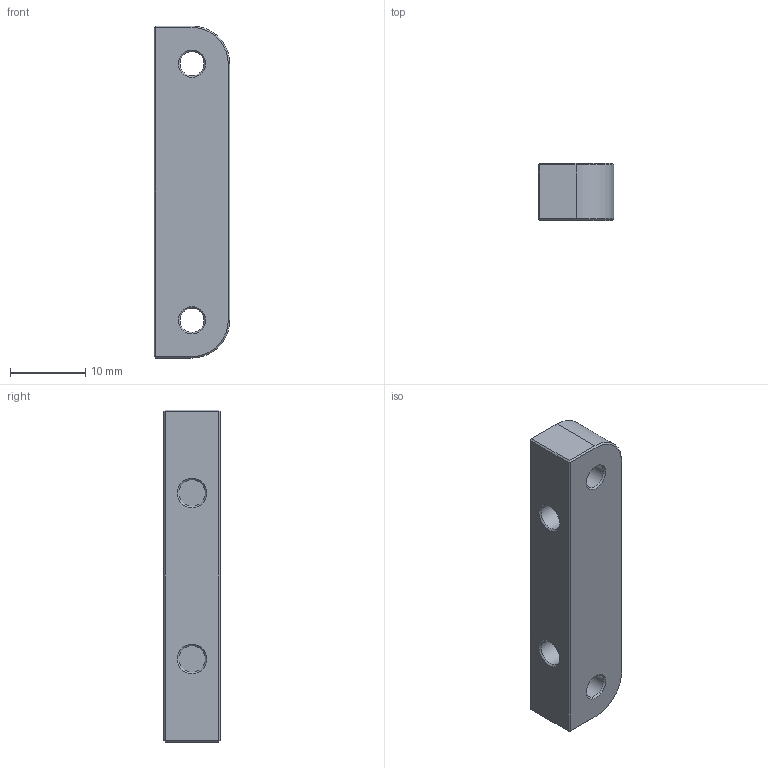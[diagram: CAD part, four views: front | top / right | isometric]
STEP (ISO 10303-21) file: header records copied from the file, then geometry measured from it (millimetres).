
FILE_DESCRIPTION(/* description */ (''),/* implementation_level */ '2;1');
FILE_NAME(/* name */ 'Hemera Bowden Bracket.step',/* time_stamp */ '2021-02-10T11:22:41+00:00',/* author */ (''),/* organization */ (''),/* preprocessor_version */ 'ST-DEVELOPER v18.1',/* originating_system */ 'Autodesk Translation Framework v9.7.1.1290',/* authorisation */ '');
FILE_SCHEMA (('AUTOMOTIVE_DESIGN { 1 0 10303 214 3 1 1 }'));
Length unit declared in the file: millimetre
Products named in the file (2): Hemera Bowden Bracket; Hemera Bowden Bracket_1
Assembly tree (1 placements, depth 2):
  Hemera Bowden Bracket
    Hemera Bowden Bracket_1
Bounding box: 10 x 7.5 x 44 mm (x, y, z)
Volume: 2786.1 mm3; surface area: 1952.4 mm2
Topology: 1 solids, 1 shells, 44 faces, 86 edges, 48 vertices
Faces by surface type: plane 24, cone 12, cylinder 8
Full cylindrical faces by diameter (mm): 3.2 x2, 3.5 x2, 7 x2
Entity records: 1171 total; most frequent: DIRECTION 210, CARTESIAN_POINT 182, ORIENTED_EDGE 172, EDGE_CURVE 86, AXIS2_PLACEMENT_3D 76, LINE 58, VECTOR 58, EDGE_LOOP 52
